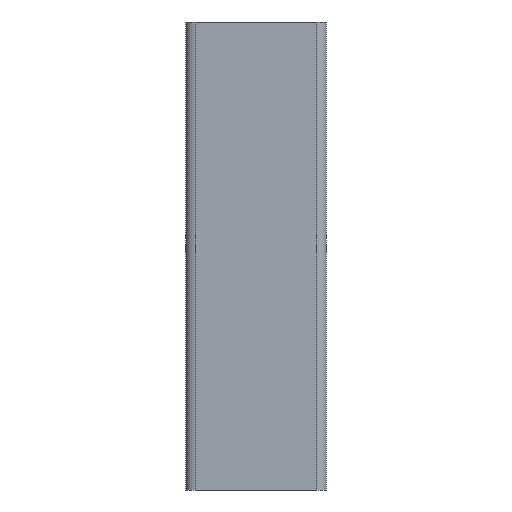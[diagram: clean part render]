
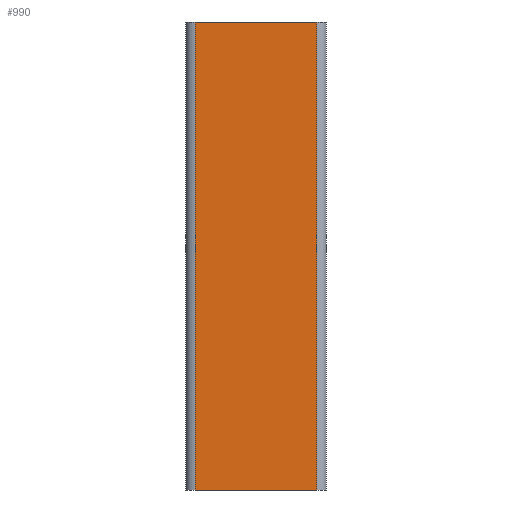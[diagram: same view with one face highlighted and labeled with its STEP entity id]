
A CAD part, front view. The second image highlights one B-rep face of the part: STEP entity #990.
In plain terms, the highlighted planar face has unit normal (0, -1, 0).
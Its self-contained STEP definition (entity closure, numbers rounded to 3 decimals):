
#138=FACE_OUTER_BOUND('',#191,.T.);
#191=EDGE_LOOP('',(#855,#856,#857,#858));
#281=LINE('',#1641,#377);
#289=LINE('',#1664,#385);
#290=LINE('',#1667,#386);
#291=LINE('',#1668,#387);
#377=VECTOR('',#1345,26.);
#385=VECTOR('',#1369,100.);
#386=VECTOR('',#1372,26.);
#387=VECTOR('',#1373,100.);
#475=VERTEX_POINT('',#1638);
#476=VERTEX_POINT('',#1640);
#483=VERTEX_POINT('',#1662);
#484=VERTEX_POINT('',#1666);
#611=EDGE_CURVE('',#475,#476,#281,.T.);
#623=EDGE_CURVE('',#475,#483,#289,.T.);
#624=EDGE_CURVE('',#483,#484,#290,.T.);
#625=EDGE_CURVE('',#476,#484,#291,.T.);
#855=ORIENTED_EDGE('',*,*,#624,.T.);
#856=ORIENTED_EDGE('',*,*,#625,.F.);
#857=ORIENTED_EDGE('',*,*,#611,.F.);
#858=ORIENTED_EDGE('',*,*,#623,.T.);
#942=PLANE('',#1088);
#990=ADVANCED_FACE('',(#138),#942,.T.);
#1088=AXIS2_PLACEMENT_3D('',#1665,#1370,#1371);
#1345=DIRECTION('',(-1.,0.,0.));
#1369=DIRECTION('',(0.,0.,1.));
#1370=DIRECTION('center_axis',(0.,-1.,0.));
#1371=DIRECTION('ref_axis',(1.,0.,0.));
#1372=DIRECTION('',(-1.,0.,0.));
#1373=DIRECTION('',(0.,0.,1.));
#1638=CARTESIAN_POINT('',(13.,-15.,0.));
#1640=CARTESIAN_POINT('',(-13.,-15.,0.));
#1641=CARTESIAN_POINT('',(-6.5,-15.,0.));
#1662=CARTESIAN_POINT('',(13.,-15.,100.));
#1664=CARTESIAN_POINT('',(13.,-15.,0.));
#1665=CARTESIAN_POINT('Origin',(-13.,-15.,0.));
#1666=CARTESIAN_POINT('',(-13.,-15.,100.));
#1667=CARTESIAN_POINT('',(-6.5,-15.,100.));
#1668=CARTESIAN_POINT('',(-13.,-15.,0.));
